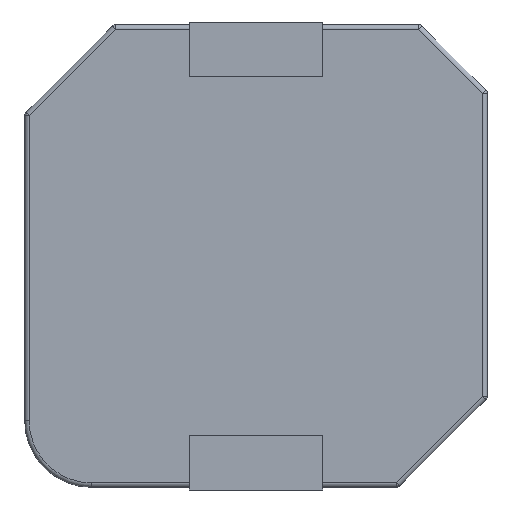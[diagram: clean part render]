
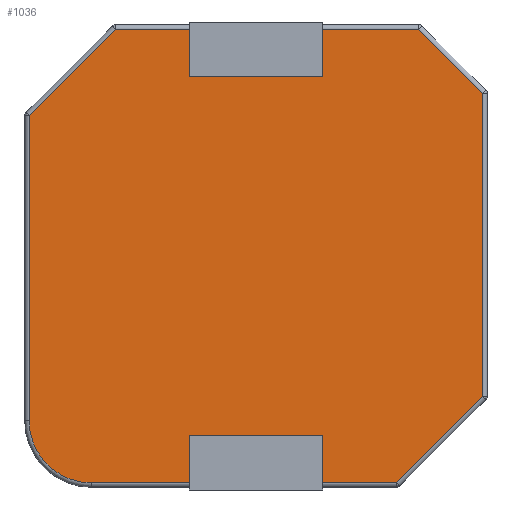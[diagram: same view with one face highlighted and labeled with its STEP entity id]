
A CAD part, front view. The second image highlights one B-rep face of the part: STEP entity #1036.
In plain terms, the highlighted planar face has unit normal (0, -1, 0).
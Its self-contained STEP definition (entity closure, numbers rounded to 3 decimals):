
#61=CIRCLE('',#1134,1.4);
#142=FACE_OUTER_BOUND('',#213,.T.);
#213=EDGE_LOOP('',(#814,#815,#816,#817,#818,#819,#820,#821));
#336=LINE('',#1756,#428);
#337=LINE('',#1758,#429);
#338=LINE('',#1762,#430);
#339=LINE('',#1764,#431);
#340=LINE('',#1766,#432);
#341=LINE('',#1768,#433);
#342=LINE('',#1769,#434);
#428=VECTOR('',#1388,1000.);
#429=VECTOR('',#1389,1000.);
#430=VECTOR('',#1392,1000.);
#431=VECTOR('',#1393,1000.);
#432=VECTOR('',#1394,1000.);
#433=VECTOR('',#1395,1000.);
#434=VECTOR('',#1396,1000.);
#509=VERTEX_POINT('',#1754);
#510=VERTEX_POINT('',#1755);
#511=VERTEX_POINT('',#1757);
#512=VERTEX_POINT('',#1759);
#513=VERTEX_POINT('',#1761);
#514=VERTEX_POINT('',#1763);
#515=VERTEX_POINT('',#1765);
#516=VERTEX_POINT('',#1767);
#613=EDGE_CURVE('',#509,#510,#336,.T.);
#614=EDGE_CURVE('',#510,#511,#337,.T.);
#615=EDGE_CURVE('',#511,#512,#61,.T.);
#616=EDGE_CURVE('',#512,#513,#338,.T.);
#617=EDGE_CURVE('',#513,#514,#339,.T.);
#618=EDGE_CURVE('',#514,#515,#340,.T.);
#619=EDGE_CURVE('',#515,#516,#341,.T.);
#620=EDGE_CURVE('',#516,#509,#342,.T.);
#814=ORIENTED_EDGE('',*,*,#613,.T.);
#815=ORIENTED_EDGE('',*,*,#614,.T.);
#816=ORIENTED_EDGE('',*,*,#615,.T.);
#817=ORIENTED_EDGE('',*,*,#616,.T.);
#818=ORIENTED_EDGE('',*,*,#617,.T.);
#819=ORIENTED_EDGE('',*,*,#618,.T.);
#820=ORIENTED_EDGE('',*,*,#619,.T.);
#821=ORIENTED_EDGE('',*,*,#620,.T.);
#977=PLANE('',#1133);
#1036=ADVANCED_FACE('',(#142),#977,.F.);
#1133=AXIS2_PLACEMENT_3D('',#1753,#1386,#1387);
#1134=AXIS2_PLACEMENT_3D('',#1760,#1390,#1391);
#1386=DIRECTION('center_axis',(0.,1.,0.));
#1387=DIRECTION('ref_axis',(0.,0.,1.));
#1388=DIRECTION('',(-0.707,0.,-0.707));
#1389=DIRECTION('',(0.,0.,-1.));
#1390=DIRECTION('center_axis',(0.,-1.,0.));
#1391=DIRECTION('ref_axis',(0.,0.,1.));
#1392=DIRECTION('',(1.,0.,0.));
#1393=DIRECTION('',(0.707,0.,0.707));
#1394=DIRECTION('',(0.,0.,1.));
#1395=DIRECTION('',(-0.707,0.,0.707));
#1396=DIRECTION('',(-1.,0.,0.));
#1753=CARTESIAN_POINT('Origin',(-3.7,0.,-3.7));
#1754=CARTESIAN_POINT('',(-3.159,0.,5.1));
#1755=CARTESIAN_POINT('',(-5.1,0.,3.159));
#1756=CARTESIAN_POINT('',(-7.829,0.,0.429));
#1757=CARTESIAN_POINT('',(-5.1,0.,-3.7));
#1758=CARTESIAN_POINT('',(-5.1,0.,-3.7));
#1759=CARTESIAN_POINT('',(-3.7,0.,-5.1));
#1760=CARTESIAN_POINT('Origin',(-3.7,0.,-3.7));
#1761=CARTESIAN_POINT('',(3.159,0.,-5.1));
#1762=CARTESIAN_POINT('',(-3.7,0.,-5.1));
#1763=CARTESIAN_POINT('',(5.1,0.,-3.159));
#1764=CARTESIAN_POINT('',(0.429,0.,-7.829));
#1765=CARTESIAN_POINT('',(5.1,0.,3.659));
#1766=CARTESIAN_POINT('',(5.1,0.,-3.7));
#1767=CARTESIAN_POINT('',(3.659,0.,5.1));
#1768=CARTESIAN_POINT('',(4.379,0.,4.379));
#1769=CARTESIAN_POINT('',(-3.7,0.,5.1));
